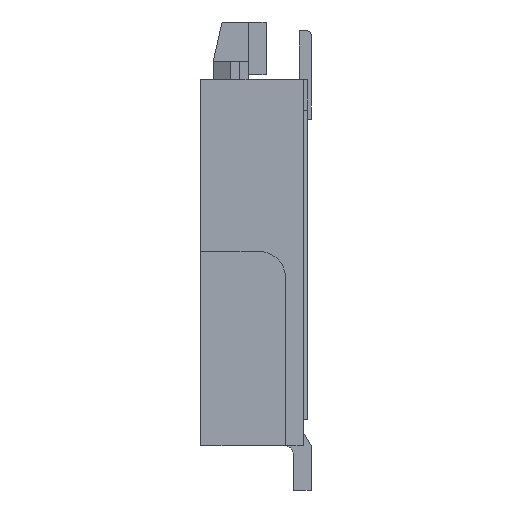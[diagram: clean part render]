
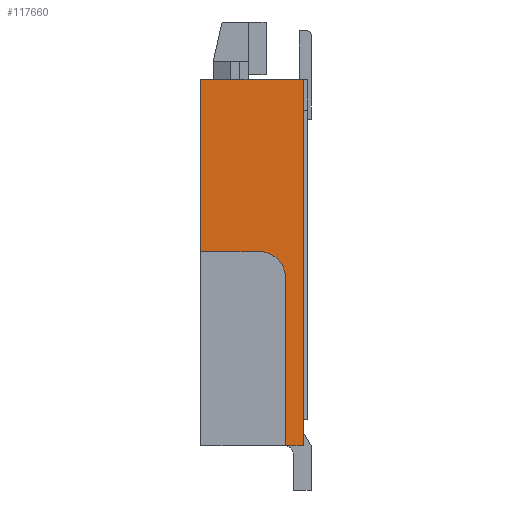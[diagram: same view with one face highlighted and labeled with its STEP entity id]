
A CAD part, left-side view. The second image highlights one B-rep face of the part: STEP entity #117660.
In plain terms, the highlighted planar face has unit normal (-1, 0, 0).
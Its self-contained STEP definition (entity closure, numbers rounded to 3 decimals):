
#116660=CARTESIAN_POINT('',(-12.125,7.307,
1.562));
#116670=VERTEX_POINT('',#116660);
#116980=CARTESIAN_POINT('',(-12.125,7.967,
1.562));
#116990=VERTEX_POINT('',#116980);
#117020=CARTESIAN_POINT('',(-12.125,6.757,
1.562));
#117030=DIRECTION('',(0.,1.,0.));
#117040=VECTOR('',#117030,1.);
#117050=LINE('',#117020,#117040);
#117060=EDGE_CURVE('',#116670,#116990,#117050,.T.);
#117110=CARTESIAN_POINT('',(-12.125,7.528,
1.94));
#117120=DIRECTION('',(1.,0.,0.));
#117130=DIRECTION('',(0.,1.,0.));
#117140=AXIS2_PLACEMENT_3D('',#117110,#117120,#117130);
#117150=PLANE('',#117140);
#117160=CARTESIAN_POINT('',(-12.125,7.307,
1.262));
#117170=DIRECTION('',(1.,0.,0.));
#117180=DIRECTION('',(0.,1.,0.));
#117190=AXIS2_PLACEMENT_3D('',#117160,#117170,#117180);
#117200=CIRCLE('',#117190,0.3);
#117210=CARTESIAN_POINT('',(-12.125,7.007,
1.262));
#117220=VERTEX_POINT('',#117210);
#117230=EDGE_CURVE('',#116670,#117220,#117200,.T.);
#117240=ORIENTED_EDGE('',*,*,#117230,.T.);
#117250=ORIENTED_EDGE('',*,*,#117060,.F.);
#117260=CARTESIAN_POINT('',(-12.125,7.967,
-0.638));
#117270=DIRECTION('',(0.,0.,1.));
#117280=VECTOR('',#117270,1.);
#117290=LINE('',#117260,#117280);
#117300=CARTESIAN_POINT('',(-12.125,7.967,
3.512));
#117310=VERTEX_POINT('',#117300);
#117320=EDGE_CURVE('',#116990,#117310,#117290,.T.);
#117330=ORIENTED_EDGE('',*,*,#117320,.F.);
#117340=CARTESIAN_POINT('',(-12.125,6.757,
3.512));
#117350=DIRECTION('',(0.,1.,0.));
#117360=VECTOR('',#117350,1.);
#117370=LINE('',#117340,#117360);
#117380=CARTESIAN_POINT('',(-12.125,6.807,
3.512));
#117390=VERTEX_POINT('',#117380);
#117400=EDGE_CURVE('',#117390,#117310,#117370,.T.);
#117410=ORIENTED_EDGE('',*,*,#117400,.T.);
#117420=CARTESIAN_POINT('',(-12.125,6.807,
-0.638));
#117430=DIRECTION('',(0.,0.,1.));
#117440=VECTOR('',#117430,1.);
#117450=LINE('',#117420,#117440);
#117460=CARTESIAN_POINT('',(-12.125,6.807,
-0.638));
#117470=VERTEX_POINT('',#117460);
#117480=EDGE_CURVE('',#117470,#117390,#117450,.T.);
#117490=ORIENTED_EDGE('',*,*,#117480,.T.);
#117500=CARTESIAN_POINT('',(-12.125,6.757,
-0.638));
#117510=DIRECTION('',(0.,1.,0.));
#117520=VECTOR('',#117510,1.);
#117530=LINE('',#117500,#117520);
#117540=CARTESIAN_POINT('',(-12.125,7.007,
-0.638));
#117550=VERTEX_POINT('',#117540);
#117560=EDGE_CURVE('',#117470,#117550,#117530,.T.);
#117570=ORIENTED_EDGE('',*,*,#117560,.F.);
#117580=CARTESIAN_POINT('',(-12.125,7.007,
-0.638));
#117590=DIRECTION('',(0.,0.,-1.));
#117600=VECTOR('',#117590,1.);
#117610=LINE('',#117580,#117600);
#117620=EDGE_CURVE('',#117220,#117550,#117610,.T.);
#117630=ORIENTED_EDGE('',*,*,#117620,.T.);
#117640=EDGE_LOOP('',(#117630,#117570,#117490,#117410,#117330,#117250,
#117240));
#117650=FACE_OUTER_BOUND('',#117640,.T.);
#117660=ADVANCED_FACE('',(#117650),#117150,.F.);
